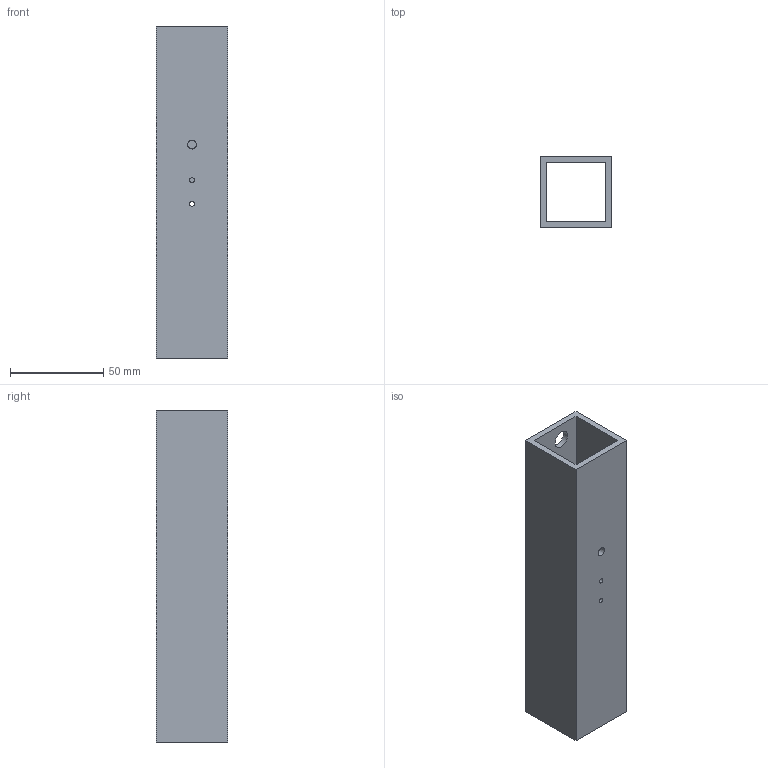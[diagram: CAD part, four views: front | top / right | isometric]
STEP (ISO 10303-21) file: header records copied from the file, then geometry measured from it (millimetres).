
FILE_DESCRIPTION(/* description */ (''),/* implementation_level */ '2;1');
FILE_NAME(/* name */ 'Hull_Alu_STEP.stp',/* time_stamp */ '2019-08-01T19:03:40-04:00',/* author */ ('techn'),/* organization */ (''),/* preprocessor_version */ 'ST-DEVELOPER v16.13',/* originating_system */ 'Autodesk Inventor 2018',/* authorisation */ '');
FILE_SCHEMA (('AUTOMOTIVE_DESIGN { 1 0 10303 214 3 1 1 }'));
Length unit declared in the file: inch
Products named in the file (1): Hull_Alu
Bounding box: 38.1 x 38.1 x 177.8 mm (x, y, z)
Volume: 72548.6 mm3; surface area: 48043.1 mm2
Topology: 1 solids, 1 shells, 45 faces, 129 edges, 86 vertices
Faces by surface type: cylinder 31, plane 14
Full cylindrical faces by diameter (mm): 2.578 x24, 4.763 x1, 9.525 x2
Entity records: 1527 total; most frequent: DIRECTION 256, CARTESIAN_POINT 234, ORIENTED_EDGE 204, EDGE_LOOP 130, AXIS2_PLACEMENT_3D 108, EDGE_CURVE 102, VERTEX_POINT 86, FACE_BOUND 85
